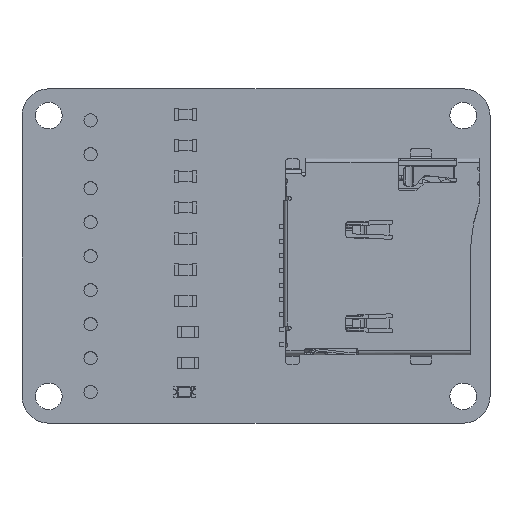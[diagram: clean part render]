
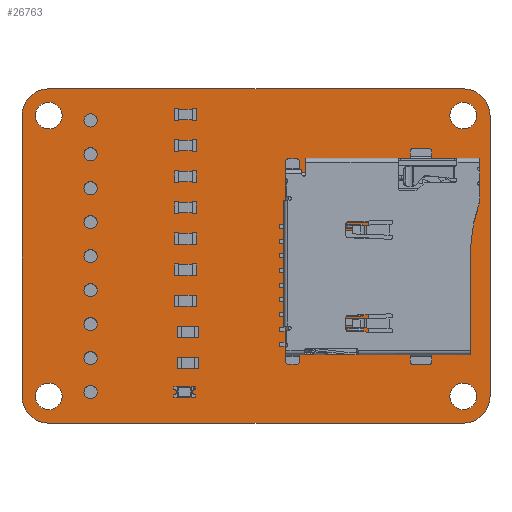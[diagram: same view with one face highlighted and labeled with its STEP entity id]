
A CAD part, top view. The second image highlights one B-rep face of the part: STEP entity #26763.
In plain terms, the highlighted planar face has unit normal (0, 0, 1).
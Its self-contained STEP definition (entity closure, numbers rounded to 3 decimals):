
#379=FACE_BOUND('',#2857,.T.);
#380=FACE_BOUND('',#2858,.T.);
#381=FACE_BOUND('',#2859,.T.);
#382=FACE_BOUND('',#2860,.T.);
#383=FACE_BOUND('',#2861,.T.);
#384=FACE_BOUND('',#2862,.T.);
#385=FACE_BOUND('',#2863,.T.);
#386=FACE_BOUND('',#2864,.T.);
#387=FACE_BOUND('',#2865,.T.);
#388=FACE_BOUND('',#2866,.T.);
#389=FACE_BOUND('',#2867,.T.);
#390=FACE_BOUND('',#2868,.T.);
#391=FACE_BOUND('',#2869,.T.);
#392=FACE_BOUND('',#2870,.T.);
#393=FACE_BOUND('',#2871,.T.);
#743=CIRCLE('',#28309,2.001);
#745=CIRCLE('',#28313,2.001);
#747=CIRCLE('',#28317,2.001);
#749=CIRCLE('',#28321,2.001);
#751=CIRCLE('',#28324,1.);
#753=CIRCLE('',#28327,0.5);
#754=CIRCLE('',#28329,0.5);
#755=CIRCLE('',#28331,0.5);
#756=CIRCLE('',#28333,1.);
#758=CIRCLE('',#28336,0.5);
#759=CIRCLE('',#28338,0.5);
#760=CIRCLE('',#28340,0.5);
#761=CIRCLE('',#28342,0.5);
#762=CIRCLE('',#28344,1.);
#764=CIRCLE('',#28347,0.5);
#766=CIRCLE('',#28350,0.5);
#767=CIRCLE('',#28352,0.5);
#768=CIRCLE('',#28354,0.5);
#770=CIRCLE('',#28357,1.);
#1402=FACE_OUTER_BOUND('',#2856,.T.);
#2856=EDGE_LOOP('',(#17689,#17690,#17691,#17692,#17693,#17694,#17695,#17696));
#2857=EDGE_LOOP('',(#17697));
#2858=EDGE_LOOP('',(#17698));
#2859=EDGE_LOOP('',(#17699));
#2860=EDGE_LOOP('',(#17700));
#2861=EDGE_LOOP('',(#17701));
#2862=EDGE_LOOP('',(#17702));
#2863=EDGE_LOOP('',(#17703));
#2864=EDGE_LOOP('',(#17704));
#2865=EDGE_LOOP('',(#17705));
#2866=EDGE_LOOP('',(#17706));
#2867=EDGE_LOOP('',(#17707));
#2868=EDGE_LOOP('',(#17708));
#2869=EDGE_LOOP('',(#17709));
#2870=EDGE_LOOP('',(#17710));
#2871=EDGE_LOOP('',(#17711));
#4328=LINE('',#38162,#7612);
#4332=LINE('',#38174,#7616);
#4336=LINE('',#38186,#7620);
#4340=LINE('',#38198,#7624);
#7612=VECTOR('',#30527,1.);
#7616=VECTOR('',#30539,1.);
#7620=VECTOR('',#30551,1.);
#7624=VECTOR('',#30563,1.);
#10901=VERTEX_POINT('',#38159);
#10902=VERTEX_POINT('',#38161);
#10904=VERTEX_POINT('',#38167);
#10906=VERTEX_POINT('',#38173);
#10908=VERTEX_POINT('',#38179);
#10910=VERTEX_POINT('',#38185);
#10912=VERTEX_POINT('',#38191);
#10914=VERTEX_POINT('',#38197);
#10916=VERTEX_POINT('',#38206);
#10918=VERTEX_POINT('',#38212);
#10919=VERTEX_POINT('',#38216);
#10920=VERTEX_POINT('',#38220);
#10921=VERTEX_POINT('',#38224);
#10923=VERTEX_POINT('',#38230);
#10924=VERTEX_POINT('',#38234);
#10925=VERTEX_POINT('',#38238);
#10926=VERTEX_POINT('',#38242);
#10927=VERTEX_POINT('',#38246);
#10929=VERTEX_POINT('',#38252);
#10931=VERTEX_POINT('',#38258);
#10932=VERTEX_POINT('',#38262);
#10933=VERTEX_POINT('',#38266);
#10935=VERTEX_POINT('',#38272);
#13531=EDGE_CURVE('',#10901,#10902,#4328,.T.);
#13534=EDGE_CURVE('',#10902,#10904,#743,.T.);
#13537=EDGE_CURVE('',#10904,#10906,#4332,.T.);
#13540=EDGE_CURVE('',#10906,#10908,#745,.T.);
#13543=EDGE_CURVE('',#10908,#10910,#4336,.T.);
#13546=EDGE_CURVE('',#10910,#10912,#747,.T.);
#13549=EDGE_CURVE('',#10912,#10914,#4340,.T.);
#13552=EDGE_CURVE('',#10914,#10901,#749,.T.);
#13554=EDGE_CURVE('',#10916,#10916,#751,.T.);
#13557=EDGE_CURVE('',#10918,#10918,#753,.T.);
#13559=EDGE_CURVE('',#10919,#10919,#754,.T.);
#13561=EDGE_CURVE('',#10920,#10920,#755,.T.);
#13563=EDGE_CURVE('',#10921,#10921,#756,.T.);
#13566=EDGE_CURVE('',#10923,#10923,#758,.T.);
#13568=EDGE_CURVE('',#10924,#10924,#759,.T.);
#13570=EDGE_CURVE('',#10925,#10925,#760,.T.);
#13572=EDGE_CURVE('',#10926,#10926,#761,.T.);
#13574=EDGE_CURVE('',#10927,#10927,#762,.T.);
#13577=EDGE_CURVE('',#10929,#10929,#764,.T.);
#13580=EDGE_CURVE('',#10931,#10931,#766,.T.);
#13582=EDGE_CURVE('',#10932,#10932,#767,.T.);
#13584=EDGE_CURVE('',#10933,#10933,#768,.T.);
#13587=EDGE_CURVE('',#10935,#10935,#770,.T.);
#17689=ORIENTED_EDGE('',*,*,#13531,.F.);
#17690=ORIENTED_EDGE('',*,*,#13552,.F.);
#17691=ORIENTED_EDGE('',*,*,#13549,.F.);
#17692=ORIENTED_EDGE('',*,*,#13546,.F.);
#17693=ORIENTED_EDGE('',*,*,#13543,.F.);
#17694=ORIENTED_EDGE('',*,*,#13540,.F.);
#17695=ORIENTED_EDGE('',*,*,#13537,.F.);
#17696=ORIENTED_EDGE('',*,*,#13534,.F.);
#17697=ORIENTED_EDGE('',*,*,#13554,.F.);
#17698=ORIENTED_EDGE('',*,*,#13557,.F.);
#17699=ORIENTED_EDGE('',*,*,#13559,.F.);
#17700=ORIENTED_EDGE('',*,*,#13561,.F.);
#17701=ORIENTED_EDGE('',*,*,#13563,.F.);
#17702=ORIENTED_EDGE('',*,*,#13566,.F.);
#17703=ORIENTED_EDGE('',*,*,#13568,.F.);
#17704=ORIENTED_EDGE('',*,*,#13570,.F.);
#17705=ORIENTED_EDGE('',*,*,#13572,.F.);
#17706=ORIENTED_EDGE('',*,*,#13574,.F.);
#17707=ORIENTED_EDGE('',*,*,#13577,.F.);
#17708=ORIENTED_EDGE('',*,*,#13580,.F.);
#17709=ORIENTED_EDGE('',*,*,#13582,.F.);
#17710=ORIENTED_EDGE('',*,*,#13584,.F.);
#17711=ORIENTED_EDGE('',*,*,#13587,.F.);
#25650=PLANE('',#28360);
#26763=ADVANCED_FACE('',(#1402,#379,#380,#381,#382,#383,#384,#385,#386,
#387,#388,#389,#390,#391,#392,#393),#25650,.T.);
#28309=AXIS2_PLACEMENT_3D('',#38168,#30532,#30533);
#28313=AXIS2_PLACEMENT_3D('',#38180,#30544,#30545);
#28317=AXIS2_PLACEMENT_3D('',#38192,#30556,#30557);
#28321=AXIS2_PLACEMENT_3D('',#38203,#30568,#30569);
#28324=AXIS2_PLACEMENT_3D('',#38207,#30574,#30575);
#28327=AXIS2_PLACEMENT_3D('',#38213,#30581,#30582);
#28329=AXIS2_PLACEMENT_3D('',#38217,#30586,#30587);
#28331=AXIS2_PLACEMENT_3D('',#38221,#30591,#30592);
#28333=AXIS2_PLACEMENT_3D('',#38225,#30596,#30597);
#28336=AXIS2_PLACEMENT_3D('',#38231,#30603,#30604);
#28338=AXIS2_PLACEMENT_3D('',#38235,#30608,#30609);
#28340=AXIS2_PLACEMENT_3D('',#38239,#30613,#30614);
#28342=AXIS2_PLACEMENT_3D('',#38243,#30618,#30619);
#28344=AXIS2_PLACEMENT_3D('',#38247,#30623,#30624);
#28347=AXIS2_PLACEMENT_3D('',#38253,#30630,#30631);
#28350=AXIS2_PLACEMENT_3D('',#38259,#30637,#30638);
#28352=AXIS2_PLACEMENT_3D('',#38263,#30642,#30643);
#28354=AXIS2_PLACEMENT_3D('',#38267,#30647,#30648);
#28357=AXIS2_PLACEMENT_3D('',#38273,#30654,#30655);
#28360=AXIS2_PLACEMENT_3D('',#38278,#30661,#30662);
#30527=DIRECTION('',(0.,1.,0.));
#30532=DIRECTION('center_axis',(0.,0.,-1.));
#30533=DIRECTION('ref_axis',(-1.,0.,0.));
#30539=DIRECTION('',(1.,0.,0.));
#30544=DIRECTION('center_axis',(0.,0.,-1.));
#30545=DIRECTION('ref_axis',(0.,1.,0.));
#30551=DIRECTION('',(0.,-1.,0.));
#30556=DIRECTION('center_axis',(0.,0.,-1.));
#30557=DIRECTION('ref_axis',(1.,0.,0.));
#30563=DIRECTION('',(-1.,0.,0.));
#30568=DIRECTION('center_axis',(0.,0.,-1.));
#30569=DIRECTION('ref_axis',(0.,-1.,0.));
#30574=DIRECTION('center_axis',(0.,0.,1.));
#30575=DIRECTION('ref_axis',(1.,0.,0.));
#30581=DIRECTION('center_axis',(0.,0.,1.));
#30582=DIRECTION('ref_axis',(1.,0.,0.));
#30586=DIRECTION('center_axis',(0.,0.,1.));
#30587=DIRECTION('ref_axis',(1.,0.,0.));
#30591=DIRECTION('center_axis',(0.,0.,1.));
#30592=DIRECTION('ref_axis',(1.,0.,0.));
#30596=DIRECTION('center_axis',(0.,0.,1.));
#30597=DIRECTION('ref_axis',(1.,0.,0.));
#30603=DIRECTION('center_axis',(0.,0.,1.));
#30604=DIRECTION('ref_axis',(1.,0.,0.));
#30608=DIRECTION('center_axis',(0.,0.,1.));
#30609=DIRECTION('ref_axis',(1.,0.,0.));
#30613=DIRECTION('center_axis',(0.,0.,1.));
#30614=DIRECTION('ref_axis',(1.,0.,0.));
#30618=DIRECTION('center_axis',(0.,0.,1.));
#30619=DIRECTION('ref_axis',(1.,0.,0.));
#30623=DIRECTION('center_axis',(0.,0.,1.));
#30624=DIRECTION('ref_axis',(1.,0.,0.));
#30630=DIRECTION('center_axis',(0.,0.,1.));
#30631=DIRECTION('ref_axis',(1.,0.,0.));
#30637=DIRECTION('center_axis',(0.,0.,1.));
#30638=DIRECTION('ref_axis',(1.,0.,0.));
#30642=DIRECTION('center_axis',(0.,0.,1.));
#30643=DIRECTION('ref_axis',(1.,0.,0.));
#30647=DIRECTION('center_axis',(0.,0.,1.));
#30648=DIRECTION('ref_axis',(1.,0.,0.));
#30654=DIRECTION('center_axis',(0.,0.,1.));
#30655=DIRECTION('ref_axis',(1.,0.,0.));
#30661=DIRECTION('center_axis',(0.,0.,1.));
#30662=DIRECTION('ref_axis',(1.,0.,0.));
#38159=CARTESIAN_POINT('',(-2.,-21.,0.411));
#38161=CARTESIAN_POINT('',(-2.,0.,0.411));
#38162=CARTESIAN_POINT('',(-2.,-21.,0.411));
#38167=CARTESIAN_POINT('',(0.,2.,0.411));
#38168=CARTESIAN_POINT('Origin',(0.001,-0.001,
0.411));
#38173=CARTESIAN_POINT('',(31.,2.,0.411));
#38174=CARTESIAN_POINT('',(0.,2.,0.411));
#38179=CARTESIAN_POINT('',(33.,0.,0.411));
#38180=CARTESIAN_POINT('Origin',(30.999,-0.001,0.411));
#38185=CARTESIAN_POINT('',(33.,-21.,0.411));
#38186=CARTESIAN_POINT('',(33.,0.,0.411));
#38191=CARTESIAN_POINT('',(31.,-23.,0.411));
#38192=CARTESIAN_POINT('Origin',(30.999,-20.999,0.411));
#38197=CARTESIAN_POINT('',(0.,-23.,0.411));
#38198=CARTESIAN_POINT('',(31.,-23.,0.411));
#38203=CARTESIAN_POINT('Origin',(0.001,-20.999,0.411));
#38206=CARTESIAN_POINT('',(-1.,-21.,0.411));
#38207=CARTESIAN_POINT('Origin',(0.,-21.,0.411));
#38212=CARTESIAN_POINT('',(2.63,-20.673,0.411));
#38213=CARTESIAN_POINT('Origin',(3.13,-20.673,0.411));
#38216=CARTESIAN_POINT('',(2.63,-7.973,0.411));
#38217=CARTESIAN_POINT('Origin',(3.13,-7.973,0.411));
#38220=CARTESIAN_POINT('',(2.63,-5.433,0.411));
#38221=CARTESIAN_POINT('Origin',(3.13,-5.433,0.411));
#38224=CARTESIAN_POINT('',(-1.,0.,0.411));
#38225=CARTESIAN_POINT('Origin',(0.,0.,0.411));
#38230=CARTESIAN_POINT('',(2.63,-2.893,0.411));
#38231=CARTESIAN_POINT('Origin',(3.13,-2.893,0.411));
#38234=CARTESIAN_POINT('',(2.63,-0.353,0.411));
#38235=CARTESIAN_POINT('Origin',(3.13,-0.353,0.411));
#38238=CARTESIAN_POINT('',(2.63,-18.133,0.411));
#38239=CARTESIAN_POINT('Origin',(3.13,-18.133,0.411));
#38242=CARTESIAN_POINT('',(2.63,-15.593,0.411));
#38243=CARTESIAN_POINT('Origin',(3.13,-15.593,0.411));
#38246=CARTESIAN_POINT('',(30.,-21.,0.411));
#38247=CARTESIAN_POINT('Origin',(31.,-21.,0.411));
#38252=CARTESIAN_POINT('',(27.76,-15.45,0.411));
#38253=CARTESIAN_POINT('Origin',(28.26,-15.45,0.411));
#38258=CARTESIAN_POINT('',(2.63,-13.053,0.411));
#38259=CARTESIAN_POINT('Origin',(3.13,-13.053,0.411));
#38262=CARTESIAN_POINT('',(2.63,-10.513,0.411));
#38263=CARTESIAN_POINT('Origin',(3.13,-10.513,0.411));
#38266=CARTESIAN_POINT('',(27.76,-7.45,0.411));
#38267=CARTESIAN_POINT('Origin',(28.26,-7.45,0.411));
#38272=CARTESIAN_POINT('',(30.,0.,0.411));
#38273=CARTESIAN_POINT('Origin',(31.,0.,0.411));
#38278=CARTESIAN_POINT('Origin',(-2.,-21.,0.411));
